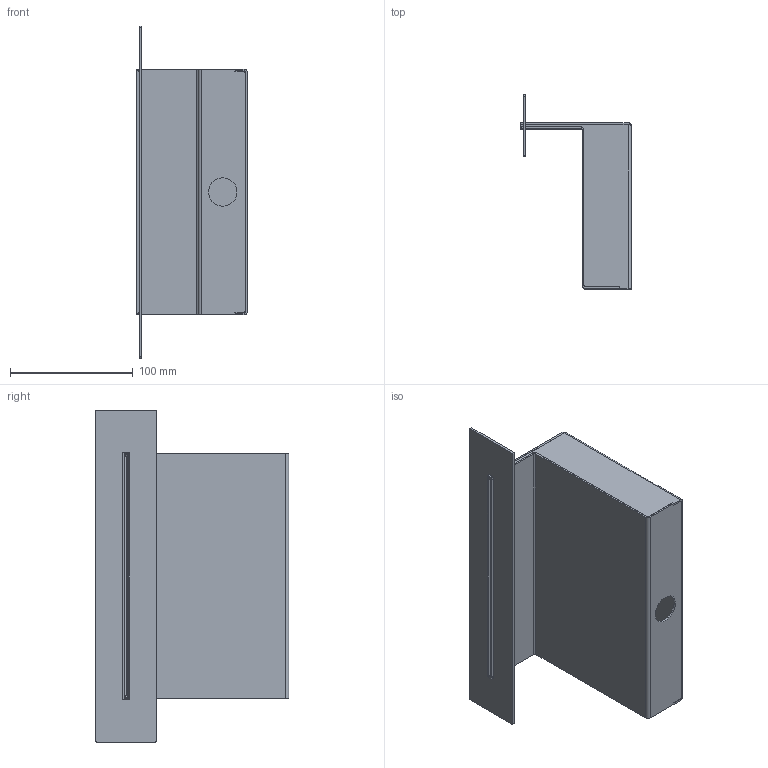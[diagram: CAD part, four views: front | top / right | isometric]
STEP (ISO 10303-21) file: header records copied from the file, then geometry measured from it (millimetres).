
FILE_DESCRIPTION (( 'STEP AP203' ), '1' );
FILE_NAME ('99Z312913.STEP', '2025-11-17T08:03:15', ( '' ), ( '' ), 'SwSTEP 2.0', 'SolidWorks 2021', '' );
FILE_SCHEMA (( 'CONFIG_CONTROL_DESIGN' ));
Length unit declared in the file: millimetre
Products named in the file (1): 99Z312913
Bounding box: 90 x 157.5 x 270 mm (x, y, z)
Volume: 170278.4 mm3; surface area: 224119.5 mm2
Topology: 3 solids, 3 shells, 94 faces, 248 edges, 160 vertices
Faces by surface type: plane 60, cylinder 30, bspline 4
Entity records: 3049 total; most frequent: CARTESIAN_POINT 635, ORIENTED_EDGE 496, DIRECTION 474, EDGE_CURVE 248, LINE 188, VECTOR 188, VERTEX_POINT 160, AXIS2_PLACEMENT_3D 143
